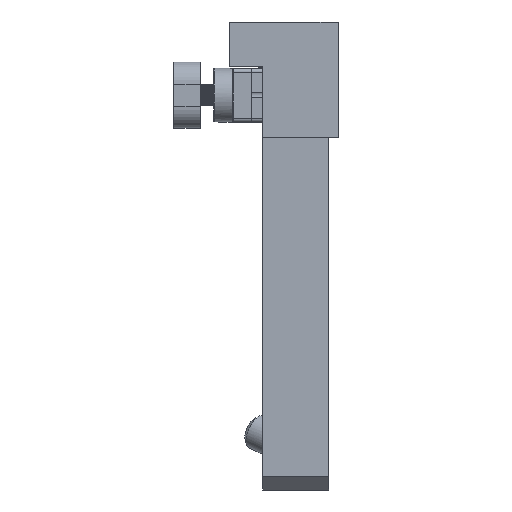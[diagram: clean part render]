
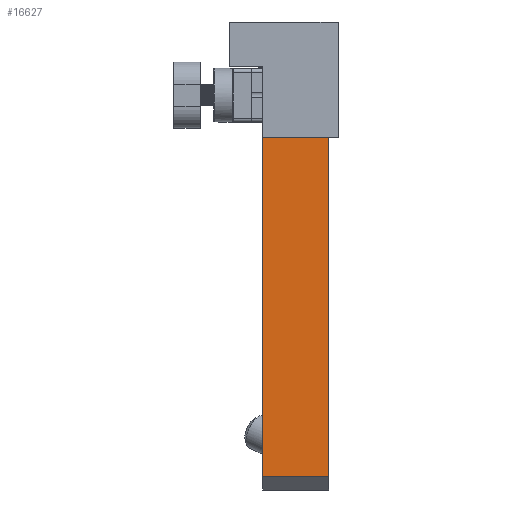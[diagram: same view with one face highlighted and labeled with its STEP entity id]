
A CAD part, left-side view. The second image highlights one B-rep face of the part: STEP entity #16627.
In plain terms, the highlighted planar face has unit normal (-1, 0, 0).
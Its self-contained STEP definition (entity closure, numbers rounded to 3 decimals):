
#1450=PLANE('',#17691);
#2167=FACE_OUTER_BOUND('',#3012,.T.);
#3012=EDGE_LOOP('',(#15350,#15351,#15352,#15353));
#4401=LINE('',#41916,#5938);
#4433=LINE('',#41987,#5970);
#4441=LINE('',#42002,#5978);
#4447=LINE('',#42041,#5984);
#5938=VECTOR('',#20880,10.);
#5970=VECTOR('',#20934,10.);
#5978=VECTOR('',#20948,10.);
#5984=VECTOR('',#20994,10.);
#8234=VERTEX_POINT('',#41912);
#8236=VERTEX_POINT('',#41915);
#8264=VERTEX_POINT('',#41985);
#8268=VERTEX_POINT('',#42000);
#10604=EDGE_CURVE('',#8234,#8236,#4401,.T.);
#10640=EDGE_CURVE('',#8264,#8234,#4433,.T.);
#10648=EDGE_CURVE('',#8264,#8268,#4441,.T.);
#10665=EDGE_CURVE('',#8236,#8268,#4447,.T.);
#15350=ORIENTED_EDGE('',*,*,#10640,.F.);
#15351=ORIENTED_EDGE('',*,*,#10648,.T.);
#15352=ORIENTED_EDGE('',*,*,#10665,.F.);
#15353=ORIENTED_EDGE('',*,*,#10604,.F.);
#16627=ADVANCED_FACE('',(#2167),#1450,.T.);
#17691=AXIS2_PLACEMENT_3D('',#42040,#20992,#20993);
#20880=DIRECTION('',(0.,0.,1.));
#20934=DIRECTION('',(0.,1.,0.));
#20948=DIRECTION('',(0.,0.,1.));
#20992=DIRECTION('center_axis',(-1.,0.,0.));
#20993=DIRECTION('ref_axis',(0.,-1.,0.));
#20994=DIRECTION('',(0.,-1.,0.));
#41912=CARTESIAN_POINT('',(-7.525,5.15,-86.6));
#41915=CARTESIAN_POINT('',(-7.525,5.15,-9.6));
#41916=CARTESIAN_POINT('',(-7.525,5.15,-89.6));
#41985=CARTESIAN_POINT('',(-7.525,-9.85,-86.6));
#41987=CARTESIAN_POINT('',(-7.525,1.4,-86.6));
#42000=CARTESIAN_POINT('',(-7.525,-9.85,-9.6));
#42002=CARTESIAN_POINT('',(-7.525,-9.85,-89.6));
#42040=CARTESIAN_POINT('Origin',(-7.525,5.15,-89.6));
#42041=CARTESIAN_POINT('',(-7.525,0.862,-9.6));
